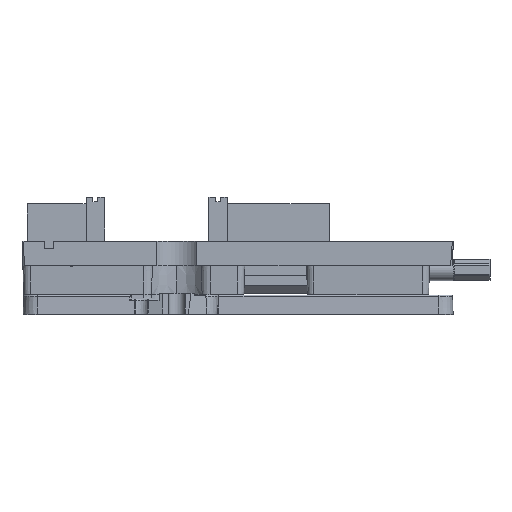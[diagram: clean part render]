
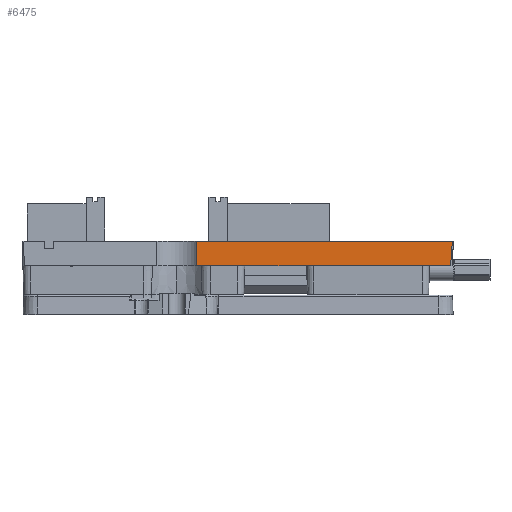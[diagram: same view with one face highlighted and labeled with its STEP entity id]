
A CAD part, top view. The second image highlights one B-rep face of the part: STEP entity #6475.
In plain terms, the highlighted planar face has unit normal (0, 0, 1).
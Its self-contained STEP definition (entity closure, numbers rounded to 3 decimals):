
#591 = ORIENTED_EDGE ( 'NONE', *, *, #18332, .F. ) ;
#1850 = VERTEX_POINT ( 'NONE', #25724 ) ;
#3276 = CARTESIAN_POINT ( 'NONE',  ( -154.365, 45.06, 76.2 ) ) ;
#3307 = LINE ( 'NONE', #26979, #18297 ) ;
#5127 = CARTESIAN_POINT ( 'NONE',  ( 272.726, 45.961, 76.2 ) ) ;
#5559 = EDGE_CURVE ( 'NONE', #29147, #1850, #16752, .T. ) ;
#6409 = VECTOR ( 'NONE', #26325, 1000. ) ;
#6475 = ADVANCED_FACE ( 'NONE', ( #20342 ), #10486, .T. ) ;
#7476 = CARTESIAN_POINT ( 'NONE',  ( 274.436, 70.46, 76.2 ) ) ;
#9412 = DIRECTION ( 'NONE',  ( -1., 0., 0. ) ) ;
#9566 = VERTEX_POINT ( 'NONE', #7476 ) ;
#10486 = PLANE ( 'NONE',  #26976 ) ;
#11291 = CARTESIAN_POINT ( 'NONE',  ( 335.456, 45.961, 76.2 ) ) ;
#12861 = DIRECTION ( 'NONE',  ( -0.07, -0.998, 0. ) ) ;
#14885 = VECTOR ( 'NONE', #9412, 1000. ) ;
#15324 = DIRECTION ( 'NONE',  ( 0., 0., 1. ) ) ;
#15921 = ORIENTED_EDGE ( 'NONE', *, *, #29649, .F. ) ;
#16299 = LINE ( 'NONE', #11291, #14885 ) ;
#16752 = LINE ( 'NONE', #26491, #6409 ) ;
#18297 = VECTOR ( 'NONE', #12861, 1000. ) ;
#18332 = EDGE_CURVE ( 'NONE', #29147, #9566, #24510, .T. ) ;
#18529 = CARTESIAN_POINT ( 'NONE',  ( 19.828, 70.46, 76.2 ) ) ;
#20342 = FACE_OUTER_BOUND ( 'NONE', #23365, .T. ) ;
#21390 = VERTEX_POINT ( 'NONE', #5127 ) ;
#23365 = EDGE_LOOP ( 'NONE', ( #30956, #27256, #15921, #591 ) ) ;
#23888 = VECTOR ( 'NONE', #27156, 1000. ) ;
#24251 = EDGE_CURVE ( 'NONE', #21390, #1850, #16299, .T. ) ;
#24510 = LINE ( 'NONE', #29676, #23888 ) ;
#25724 = CARTESIAN_POINT ( 'NONE',  ( 19.828, 45.961, 76.2 ) ) ;
#26325 = DIRECTION ( 'NONE',  ( 0., -1., 0. ) ) ;
#26491 = CARTESIAN_POINT ( 'NONE',  ( 19.828, -2.566, 76.2 ) ) ;
#26976 = AXIS2_PLACEMENT_3D ( 'NONE', #3276, #15324, #29302 ) ;
#26979 = CARTESIAN_POINT ( 'NONE',  ( 272.747, 46.255, 76.2 ) ) ;
#27156 = DIRECTION ( 'NONE',  ( 1., 0., 0. ) ) ;
#27256 = ORIENTED_EDGE ( 'NONE', *, *, #24251, .F. ) ;
#29147 = VERTEX_POINT ( 'NONE', #18529 ) ;
#29302 = DIRECTION ( 'NONE',  ( 1., 0., 0. ) ) ;
#29649 = EDGE_CURVE ( 'NONE', #9566, #21390, #3307, .T. ) ;
#29676 = CARTESIAN_POINT ( 'NONE',  ( -154.365, 70.46, 76.2 ) ) ;
#30956 = ORIENTED_EDGE ( 'NONE', *, *, #5559, .T. ) ;
